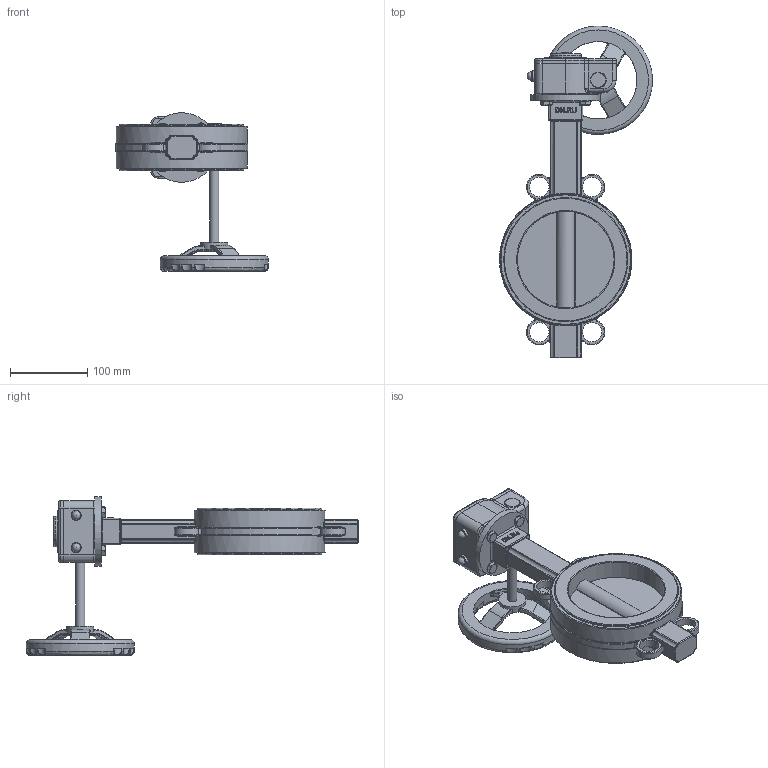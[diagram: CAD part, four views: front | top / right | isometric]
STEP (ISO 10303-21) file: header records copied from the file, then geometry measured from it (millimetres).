
FILE_DESCRIPTION(/* description */ (''),/* implementation_level */ '2;1');
FILE_NAME(/* name */ 'DN125_3D_STEP.stp',/* time_stamp */ '2025-01-31T16:05:10+03:00',/* author */ ('igorr'),/* organization */ (''),/* preprocessor_version */ 'ST-DEVELOPER v20',/* originating_system */ 'Autodesk Inventor 2025',/* authorisation */ '');
FILE_SCHEMA (('AUTOMOTIVE_DESIGN { 1 0 10303 214 3 1 1 }'));
Products named in the file (7): Сборка; Деталь; Сборка_1; Деталь 2; Деталь1; BS 4168 - M5 x 16; AS 1110 - M8 x 12
Assembly tree (12 placements, depth 3):
  Сборка
    Деталь
    Сборка_1
      Деталь 2
      Деталь1
      BS 4168 - M5 x 16  x4
    AS 1110 - M8 x 12  x4
Bounding box: 197.46 x 429 x 205 mm (x, y, z)
Volume: 1545764.9 mm3; surface area: 236880 mm2
Topology: 12 solids, 12 shells, 2039 faces, 4763 edges, 2799 vertices
Faces by surface type: cylinder 610, plane 558, bspline 446, torus 270, sphere 101, cone 54
Full cylindrical faces by diameter (mm): 5 x10, 6 x6, 8 x8, 9 x4, 10 x5, 12 x1, 13 x6, 13.93 x1, 20 x2, 20.4 x1, 25 x4, 30 x1, 31 x1, 35 x1, 40 x1, 90 x1, 100 x1, 125 x2, 140 x1, 160.5 x2, 169.5 x2
Entity records: 74078 total; most frequent: CARTESIAN_POINT 29730, ORIENTED_EDGE 8988, DIRECTION 8455, EDGE_CURVE 4494, AXIS2_PLACEMENT_3D 3307, VERTEX_POINT 2649, EDGE_LOOP 2031, FACE_OUTER_BOUND 1928
